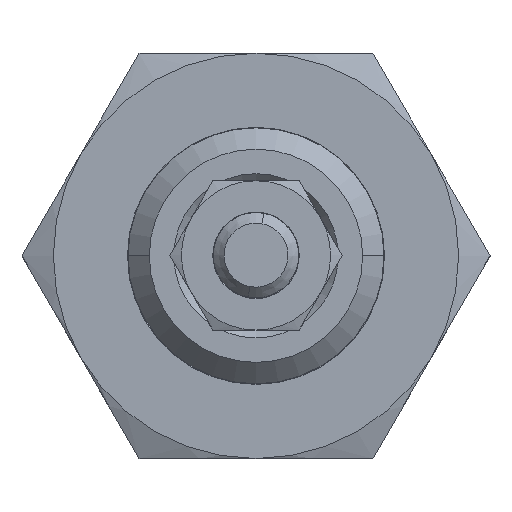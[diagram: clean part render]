
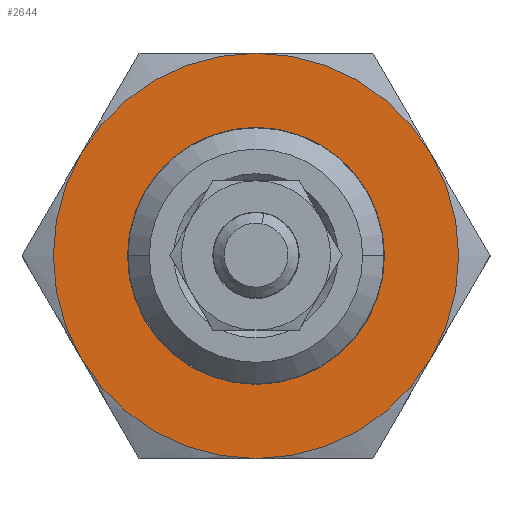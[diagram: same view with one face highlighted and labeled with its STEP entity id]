
A CAD part, top view. The second image highlights one B-rep face of the part: STEP entity #2644.
In plain terms, the highlighted planar face has unit normal (0, 0, 1).
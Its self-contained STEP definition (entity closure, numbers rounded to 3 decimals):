
#158 = CIRCLE ( 'NONE', #10809, 9.5 ) ;
#268 = DIRECTION ( 'NONE',  ( 0.866, -0.5, 0. ) ) ;
#330 = VERTEX_POINT ( 'NONE', #9031 ) ;
#382 = DIRECTION ( 'NONE',  ( 0., 0., -1. ) ) ;
#866 = DIRECTION ( 'NONE',  ( 0., 0., -1. ) ) ;
#952 = CARTESIAN_POINT ( 'NONE',  ( 5.218, -3.013, 215. ) ) ;
#1270 = ORIENTED_EDGE ( 'NONE', *, *, #9549, .F. ) ;
#1311 = EDGE_CURVE ( 'NONE', #330, #11161, #10968, .T. ) ;
#1439 = VERTEX_POINT ( 'NONE', #952 ) ;
#1532 = ORIENTED_EDGE ( 'NONE', *, *, #10378, .F. ) ;
#1631 = EDGE_CURVE ( 'NONE', #2836, #7076, #158, .T. ) ;
#1720 = CARTESIAN_POINT ( 'NONE',  ( 0., 0., 215. ) ) ;
#1943 = CARTESIAN_POINT ( 'NONE',  ( 0., 0., 215. ) ) ;
#2051 = AXIS2_PLACEMENT_3D ( 'NONE', #5729, #382, #9245 ) ;
#2387 = AXIS2_PLACEMENT_3D ( 'NONE', #6071, #10620, #3426 ) ;
#2475 = CIRCLE ( 'NONE', #3380, 9.5 ) ;
#2530 = EDGE_LOOP ( 'NONE', ( #10008, #8294 ) ) ;
#2574 = DIRECTION ( 'NONE',  ( 0.866, -0.5, 0. ) ) ;
#2644 = ADVANCED_FACE ( 'NONE', ( #7060, #6996 ), #8733, .F. ) ;
#2788 = AXIS2_PLACEMENT_3D ( 'NONE', #8033, #7173, #8149 ) ;
#2825 = ORIENTED_EDGE ( 'NONE', *, *, #5084, .F. ) ;
#2836 = VERTEX_POINT ( 'NONE', #10902 ) ;
#3318 = DIRECTION ( 'NONE',  ( 0., 0., -1. ) ) ;
#3380 = AXIS2_PLACEMENT_3D ( 'NONE', #8758, #866, #4364 ) ;
#3426 = DIRECTION ( 'NONE',  ( 0.866, -0.5, 0. ) ) ;
#3528 = DIRECTION ( 'NONE',  ( 0., 0., -1. ) ) ;
#3557 = AXIS2_PLACEMENT_3D ( 'NONE', #1943, #5445, #7978 ) ;
#3872 = VERTEX_POINT ( 'NONE', #11308 ) ;
#4102 = CIRCLE ( 'NONE', #7238, 9.5 ) ;
#4127 = ORIENTED_EDGE ( 'NONE', *, *, #6791, .F. ) ;
#4274 = CARTESIAN_POINT ( 'NONE',  ( 0., -9.5, 215. ) ) ;
#4303 = DIRECTION ( 'NONE',  ( 0.866, -0.5, 0. ) ) ;
#4361 = CARTESIAN_POINT ( 'NONE',  ( -5.218, 3.013, 215. ) ) ;
#4364 = DIRECTION ( 'NONE',  ( 0.866, -0.5, 0. ) ) ;
#4392 = CARTESIAN_POINT ( 'NONE',  ( 0., 0., 215. ) ) ;
#5084 = EDGE_CURVE ( 'NONE', #7076, #9233, #7773, .T. ) ;
#5445 = DIRECTION ( 'NONE',  ( 0., 0., -1. ) ) ;
#5600 = ORIENTED_EDGE ( 'NONE', *, *, #1311, .F. ) ;
#5729 = CARTESIAN_POINT ( 'NONE',  ( 0., 0., 215. ) ) ;
#6071 = CARTESIAN_POINT ( 'NONE',  ( 0., 0., 215. ) ) ;
#6265 = CARTESIAN_POINT ( 'NONE',  ( -8.227, -4.75, 215. ) ) ;
#6791 = EDGE_CURVE ( 'NONE', #9233, #3872, #9271, .T. ) ;
#6958 = CARTESIAN_POINT ( 'NONE',  ( 0., 0., 215. ) ) ;
#6996 = FACE_OUTER_BOUND ( 'NONE', #8620, .T. ) ;
#7017 = CIRCLE ( 'NONE', #2051, 6.025 ) ;
#7060 = FACE_BOUND ( 'NONE', #2530, .T. ) ;
#7076 = VERTEX_POINT ( 'NONE', #4274 ) ;
#7173 = DIRECTION ( 'NONE',  ( 0., 0., -1. ) ) ;
#7238 = AXIS2_PLACEMENT_3D ( 'NONE', #4392, #3528, #8727 ) ;
#7773 = CIRCLE ( 'NONE', #8304, 9.5 ) ;
#7911 = EDGE_CURVE ( 'NONE', #1439, #9275, #9772, .T. ) ;
#7978 = DIRECTION ( 'NONE',  ( 0.866, -0.5, 0. ) ) ;
#8033 = CARTESIAN_POINT ( 'NONE',  ( 0., 0., 215. ) ) ;
#8061 = EDGE_CURVE ( 'NONE', #9275, #1439, #7017, .T. ) ;
#8140 = DIRECTION ( 'NONE',  ( 0., 0., -1. ) ) ;
#8149 = DIRECTION ( 'NONE',  ( 0.866, -0.5, 0. ) ) ;
#8294 = ORIENTED_EDGE ( 'NONE', *, *, #7911, .T. ) ;
#8304 = AXIS2_PLACEMENT_3D ( 'NONE', #6958, #9667, #4303 ) ;
#8311 = CARTESIAN_POINT ( 'NONE',  ( 0., 0., 215. ) ) ;
#8428 = ORIENTED_EDGE ( 'NONE', *, *, #1631, .F. ) ;
#8620 = EDGE_LOOP ( 'NONE', ( #8428, #1270, #5600, #1532, #4127, #2825 ) ) ;
#8727 = DIRECTION ( 'NONE',  ( 0.866, -0.5, 0. ) ) ;
#8733 = PLANE ( 'NONE',  #2387 ) ;
#8758 = CARTESIAN_POINT ( 'NONE',  ( 0., 0., 215. ) ) ;
#9031 = CARTESIAN_POINT ( 'NONE',  ( 0., 9.5, 215. ) ) ;
#9233 = VERTEX_POINT ( 'NONE', #6265 ) ;
#9245 = DIRECTION ( 'NONE',  ( 0.866, -0.5, 0. ) ) ;
#9271 = CIRCLE ( 'NONE', #3557, 9.5 ) ;
#9275 = VERTEX_POINT ( 'NONE', #4361 ) ;
#9501 = AXIS2_PLACEMENT_3D ( 'NONE', #1720, #3318, #2574 ) ;
#9549 = EDGE_CURVE ( 'NONE', #11161, #2836, #4102, .T. ) ;
#9667 = DIRECTION ( 'NONE',  ( 0., 0., -1. ) ) ;
#9772 = CIRCLE ( 'NONE', #2788, 6.025 ) ;
#9978 = CARTESIAN_POINT ( 'NONE',  ( 8.227, 4.75, 215. ) ) ;
#10008 = ORIENTED_EDGE ( 'NONE', *, *, #8061, .T. ) ;
#10378 = EDGE_CURVE ( 'NONE', #3872, #330, #2475, .T. ) ;
#10620 = DIRECTION ( 'NONE',  ( 0., 0., -1. ) ) ;
#10809 = AXIS2_PLACEMENT_3D ( 'NONE', #8311, #8140, #268 ) ;
#10902 = CARTESIAN_POINT ( 'NONE',  ( 8.227, -4.75, 215. ) ) ;
#10968 = CIRCLE ( 'NONE', #9501, 9.5 ) ;
#11161 = VERTEX_POINT ( 'NONE', #9978 ) ;
#11308 = CARTESIAN_POINT ( 'NONE',  ( -8.227, 4.75, 215. ) ) ;
